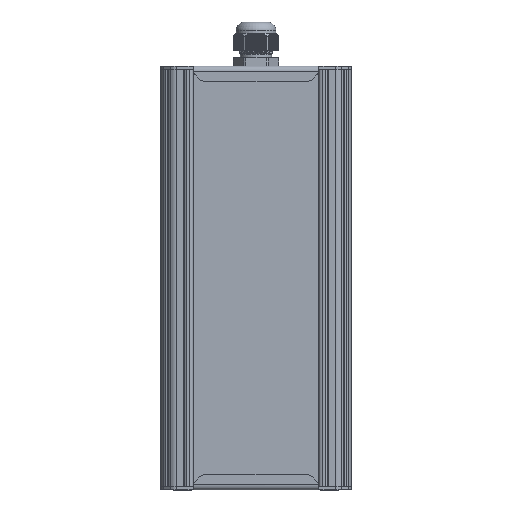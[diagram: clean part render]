
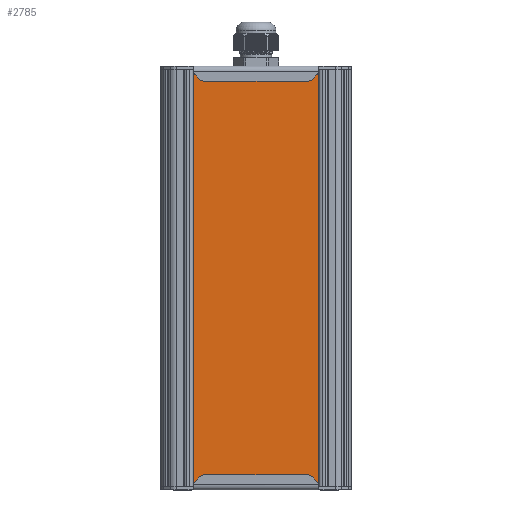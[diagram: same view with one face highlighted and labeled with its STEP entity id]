
A CAD part, front view. The second image highlights one B-rep face of the part: STEP entity #2785.
In plain terms, the highlighted face is planar.
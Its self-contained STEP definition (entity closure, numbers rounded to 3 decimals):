
#2785=ADVANCED_FACE('',(#12803),#12805,.T.);
#12803=FACE_BOUND('',#12804,.T.);
#12804=EDGE_LOOP('',(#24625,#24626,#24627,#24628));
#12805=PLANE('',#12806);
#12806=AXIS2_PLACEMENT_3D('',#12807,#12808,#12809);
#12807=CARTESIAN_POINT('',(120.465,593.492,117.308));
#12808=DIRECTION('',(0.,0.,-1.));
#12809=DIRECTION('',(0.,1.,0.));
#24625=ORIENTED_EDGE('',*,*,#30937,.T.);
#24626=ORIENTED_EDGE('',*,*,#30936,.T.);
#24627=ORIENTED_EDGE('',*,*,#30938,.T.);
#24628=ORIENTED_EDGE('',*,*,#30939,.F.);
#30936=EDGE_CURVE('',#36420,#36425,#36427,.T.);
#30937=EDGE_CURVE('',#36428,#36420,#36429,.F.);
#30938=EDGE_CURVE('',#36425,#36430,#36431,.T.);
#30939=EDGE_CURVE('',#36428,#36430,#36432,.T.);
#36420=VERTEX_POINT('',#55018);
#36425=VERTEX_POINT('',#55027);
#36427=LINE('',#55031,#55032);
#36428=VERTEX_POINT('',#55034);
#36429=LINE('',#55035,#55036);
#36430=VERTEX_POINT('',#55038);
#36431=LINE('',#55039,#55040);
#36432=LINE('',#55042,#55043);
#55018=CARTESIAN_POINT('',(145.465,679.838,117.308));
#55027=CARTESIAN_POINT('',(391.465,679.838,117.308));
#55031=CARTESIAN_POINT('',(145.465,679.838,117.308));
#55032=VECTOR('',#55033,1.);
#55033=DIRECTION('',(1.,0.,0.));
#55034=CARTESIAN_POINT('',(145.465,593.492,117.308));
#55035=CARTESIAN_POINT('',(145.465,679.838,117.308));
#55036=VECTOR('',#55037,1.);
#55037=DIRECTION('',(0.,-1.,0.));
#55038=CARTESIAN_POINT('',(391.465,593.492,117.308));
#55039=CARTESIAN_POINT('',(391.465,679.838,117.308));
#55040=VECTOR('',#55041,1.);
#55041=DIRECTION('',(0.,-1.,0.));
#55042=CARTESIAN_POINT('',(145.465,593.492,117.308));
#55043=VECTOR('',#55044,1.);
#55044=DIRECTION('',(1.,0.,0.));
